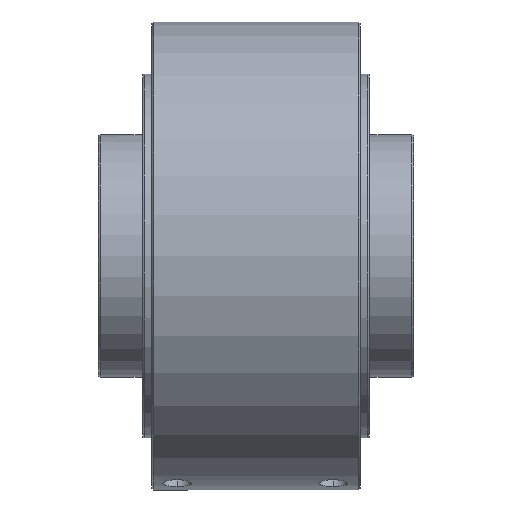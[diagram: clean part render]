
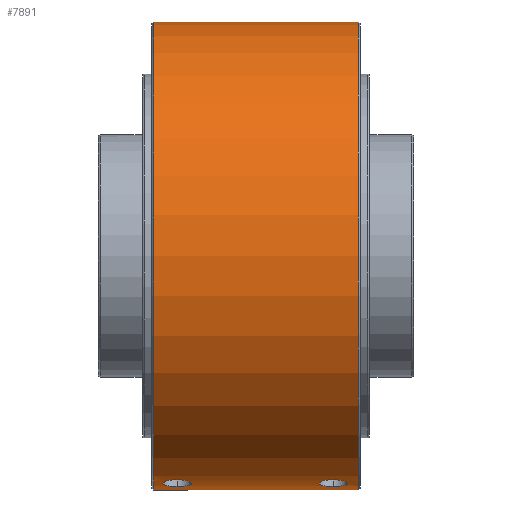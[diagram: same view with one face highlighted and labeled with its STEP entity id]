
A CAD part, top view. The second image highlights one B-rep face of the part: STEP entity #7891.
In plain terms, the highlighted cylindrical face has radius 135 mm (diameter 270 mm), a partial arc.
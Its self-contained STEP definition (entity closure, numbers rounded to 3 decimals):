
#6830=CARTESIAN_POINT('',(-59.,0.,0.));
#6831=DIRECTION('',(1.,0.,0.));
#6832=DIRECTION('',(0.,1.,0.));
#6833=AXIS2_PLACEMENT_3D('',#6830,#6831,#6832);
#6835=CARTESIAN_POINT('',(-59.,0.,0.));
#6836=DIRECTION('',(1.,0.,0.));
#6837=DIRECTION('',(0.,0.,1.));
#6838=AXIS2_PLACEMENT_3D('',#6835,#6836,#6837);
#6858=DIRECTION('',(-1.,0.,0.));
#6859=VECTOR('',#6858,118.);
#6860=CARTESIAN_POINT('',(59.,135.,0.));
#6861=LINE('',#6860,#6859);
#7016=CARTESIAN_POINT('',(59.,0.,0.));
#7017=DIRECTION('',(-1.,0.,0.));
#7018=DIRECTION('',(0.,-1.,0.));
#7019=AXIS2_PLACEMENT_3D('',#7016,#7017,#7018);
#7021=CARTESIAN_POINT('',(59.,0.,0.));
#7022=DIRECTION('',(-1.,0.,0.));
#7023=DIRECTION('',(0.,0.,1.));
#7024=AXIS2_PLACEMENT_3D('',#7021,#7022,#7023);
#7030=DIRECTION('',(-1.,0.,0.));
#7031=VECTOR('',#7030,118.);
#7032=CARTESIAN_POINT('',(59.,-135.,0.));
#7033=LINE('',#7032,#7031);
#7034=CARTESIAN_POINT('',(44.5,-129.099,39.478));
#7035=CARTESIAN_POINT('',(45.217,-129.099,39.478));
#7036=CARTESIAN_POINT('',(46.653,-129.154,39.298));
#7037=CARTESIAN_POINT('',(48.666,-129.395,38.501));
#7038=CARTESIAN_POINT('',(50.398,-129.769,37.226));
#7039=CARTESIAN_POINT('',(51.726,-130.237,35.561));
#7040=CARTESIAN_POINT('',(52.561,-130.754,33.612));
#7041=CARTESIAN_POINT('',(52.845,-131.276,31.516));
#7042=CARTESIAN_POINT('',(52.561,-131.762,29.413));
#7043=CARTESIAN_POINT('',(51.727,-132.185,27.445));
#7044=CARTESIAN_POINT('',(50.401,-132.525,25.748));
#7045=CARTESIAN_POINT('',(48.669,-132.771,24.441));
#7046=CARTESIAN_POINT('',(46.654,-132.918,23.62));
#7047=CARTESIAN_POINT('',(45.217,-132.951,23.434));
#7048=CARTESIAN_POINT('',(44.5,-132.951,23.434));
#7054=CARTESIAN_POINT('',(44.5,-132.951,23.434));
#7055=CARTESIAN_POINT('',(43.783,-132.951,23.434));
#7056=CARTESIAN_POINT('',(42.347,-132.918,23.62));
#7057=CARTESIAN_POINT('',(40.334,-132.771,24.44));
#7058=CARTESIAN_POINT('',(38.602,-132.525,25.745));
#7059=CARTESIAN_POINT('',(37.274,-132.186,27.441));
#7060=CARTESIAN_POINT('',(36.439,-131.763,29.412));
#7061=CARTESIAN_POINT('',(36.155,-131.276,31.517));
#7062=CARTESIAN_POINT('',(36.439,-130.755,33.611));
#7063=CARTESIAN_POINT('',(37.273,-130.238,35.558));
#7064=CARTESIAN_POINT('',(38.599,-129.77,37.223));
#7065=CARTESIAN_POINT('',(40.331,-129.395,38.499));
#7066=CARTESIAN_POINT('',(42.346,-129.154,39.298));
#7067=CARTESIAN_POINT('',(43.783,-129.099,39.478));
#7068=CARTESIAN_POINT('',(44.5,-129.099,39.478));
#7302=CARTESIAN_POINT('',(-45.5,-129.099,39.478));
#7303=CARTESIAN_POINT('',(-44.783,-129.099,
39.478));
#7304=CARTESIAN_POINT('',(-43.347,-129.154,
39.298));
#7305=CARTESIAN_POINT('',(-41.334,-129.395,
38.501));
#7306=CARTESIAN_POINT('',(-39.602,-129.769,
37.226));
#7307=CARTESIAN_POINT('',(-38.274,-130.237,
35.561));
#7308=CARTESIAN_POINT('',(-37.439,-130.754,
33.612));
#7309=CARTESIAN_POINT('',(-37.155,-131.276,
31.516));
#7310=CARTESIAN_POINT('',(-37.439,-131.762,
29.413));
#7311=CARTESIAN_POINT('',(-38.273,-132.185,
27.445));
#7312=CARTESIAN_POINT('',(-39.599,-132.525,
25.748));
#7313=CARTESIAN_POINT('',(-41.331,-132.771,
24.441));
#7314=CARTESIAN_POINT('',(-43.346,-132.918,
23.62));
#7315=CARTESIAN_POINT('',(-44.783,-132.951,
23.434));
#7316=CARTESIAN_POINT('',(-45.5,-132.951,23.434));
#7322=CARTESIAN_POINT('',(-45.5,-132.951,23.434));
#7323=CARTESIAN_POINT('',(-46.217,-132.951,
23.434));
#7324=CARTESIAN_POINT('',(-47.653,-132.918,
23.62));
#7325=CARTESIAN_POINT('',(-49.666,-132.771,
24.44));
#7326=CARTESIAN_POINT('',(-51.398,-132.525,
25.745));
#7327=CARTESIAN_POINT('',(-52.726,-132.186,
27.441));
#7328=CARTESIAN_POINT('',(-53.561,-131.763,
29.412));
#7329=CARTESIAN_POINT('',(-53.845,-131.276,
31.517));
#7330=CARTESIAN_POINT('',(-53.561,-130.755,
33.611));
#7331=CARTESIAN_POINT('',(-52.727,-130.238,
35.558));
#7332=CARTESIAN_POINT('',(-51.401,-129.77,
37.223));
#7333=CARTESIAN_POINT('',(-49.669,-129.395,
38.499));
#7334=CARTESIAN_POINT('',(-47.654,-129.154,
39.298));
#7335=CARTESIAN_POINT('',(-46.217,-129.099,
39.478));
#7336=CARTESIAN_POINT('',(-45.5,-129.099,39.478));
#7574=VERTEX_POINT('',#7034);
#7575=VERTEX_POINT('',#7048);
#7576=CARTESIAN_POINT('',(59.,0.,135.));
#7577=CARTESIAN_POINT('',(59.,135.,0.));
#7578=VERTEX_POINT('',#7576);
#7579=VERTEX_POINT('',#7577);
#7580=CARTESIAN_POINT('',(59.,-135.,0.));
#7581=VERTEX_POINT('',#7580);
#7582=CARTESIAN_POINT('',(-59.,-135.,0.));
#7583=VERTEX_POINT('',#7582);
#7584=CARTESIAN_POINT('',(-59.,0.,135.));
#7585=VERTEX_POINT('',#7584);
#7586=CARTESIAN_POINT('',(-59.,135.,0.));
#7587=VERTEX_POINT('',#7586);
#7588=VERTEX_POINT('',#7302);
#7589=VERTEX_POINT('',#7316);
#7866=CARTESIAN_POINT('',(-60.,0.,0.));
#7867=DIRECTION('',(1.,0.,0.));
#7868=DIRECTION('',(0.,-1.,0.));
#7869=AXIS2_PLACEMENT_3D('',#7866,#7867,#7868);
#7870=CYLINDRICAL_SURFACE('',#7869,135.);
#7871=ORIENTED_EDGE('',*,*,#7860,.F.);
#7872=ORIENTED_EDGE('',*,*,#7858,.F.);
#7873=ORIENTED_EDGE('',*,*,#7743,.T.);
#7874=ORIENTED_EDGE('',*,*,#7707,.F.);
#7875=ORIENTED_EDGE('',*,*,#7705,.F.);
#7876=ORIENTED_EDGE('',*,*,#7739,.F.);
#7877=EDGE_LOOP('',(#7871,#7872,#7873,#7874,#7875,#7876));
#7878=FACE_OUTER_BOUND('',#7877,.F.);
#7880=ORIENTED_EDGE('',*,*,#7879,.F.);
#7882=ORIENTED_EDGE('',*,*,#7881,.F.);
#7883=EDGE_LOOP('',(#7880,#7882));
#7884=FACE_BOUND('',#7883,.F.);
#7886=ORIENTED_EDGE('',*,*,#7885,.F.);
#7888=ORIENTED_EDGE('',*,*,#7887,.F.);
#7889=EDGE_LOOP('',(#7886,#7888));
#7890=FACE_BOUND('',#7889,.F.);
#6834=CIRCLE('',#6833,135.);
#6839=CIRCLE('',#6838,135.);
#7020=CIRCLE('',#7019,135.);
#7025=CIRCLE('',#7024,135.);
#7049=B_SPLINE_CURVE_WITH_KNOTS('',3,(#7034,#7035,#7036,#7037,#7038,#7039,#7040,
#7041,#7042,#7043,#7044,#7045,#7046,#7047,#7048),.UNSPECIFIED.,.F.,.F.,(4,1,1,1,
1,1,1,1,1,1,1,1,4),(0.,0.083,0.167,0.25,
0.333,0.417,0.5,0.583,0.667,
0.75,0.833,0.917,1.),.UNSPECIFIED.);
#7069=B_SPLINE_CURVE_WITH_KNOTS('',3,(#7054,#7055,#7056,#7057,#7058,#7059,#7060,
#7061,#7062,#7063,#7064,#7065,#7066,#7067,#7068),.UNSPECIFIED.,.F.,.F.,(4,1,1,1,
1,1,1,1,1,1,1,1,4),(0.,0.083,0.167,0.25,
0.333,0.417,0.5,0.583,0.667,
0.75,0.833,0.917,1.),.UNSPECIFIED.);
#7317=B_SPLINE_CURVE_WITH_KNOTS('',3,(#7302,#7303,#7304,#7305,#7306,#7307,#7308,
#7309,#7310,#7311,#7312,#7313,#7314,#7315,#7316),.UNSPECIFIED.,.F.,.F.,(4,1,1,1,
1,1,1,1,1,1,1,1,4),(0.,0.083,0.167,0.25,
0.333,0.417,0.5,0.583,0.667,
0.75,0.833,0.917,1.),.UNSPECIFIED.);
#7337=B_SPLINE_CURVE_WITH_KNOTS('',3,(#7322,#7323,#7324,#7325,#7326,#7327,#7328,
#7329,#7330,#7331,#7332,#7333,#7334,#7335,#7336),.UNSPECIFIED.,.F.,.F.,(4,1,1,1,
1,1,1,1,1,1,1,1,4),(0.,0.083,0.167,0.25,
0.333,0.417,0.5,0.583,0.667,
0.75,0.833,0.917,1.),.UNSPECIFIED.);
#7705=EDGE_CURVE('',#7587,#7585,#6834,.T.);
#7707=EDGE_CURVE('',#7585,#7583,#6839,.T.);
#7739=EDGE_CURVE('',#7579,#7587,#6861,.T.);
#7743=EDGE_CURVE('',#7581,#7583,#7033,.T.);
#7858=EDGE_CURVE('',#7581,#7578,#7020,.T.);
#7860=EDGE_CURVE('',#7578,#7579,#7025,.T.);
#7879=EDGE_CURVE('',#7574,#7575,#7049,.T.);
#7881=EDGE_CURVE('',#7575,#7574,#7069,.T.);
#7885=EDGE_CURVE('',#7588,#7589,#7317,.T.);
#7887=EDGE_CURVE('',#7589,#7588,#7337,.T.);
#7891=ADVANCED_FACE('',(#7878,#7884,#7890),#7870,.T.);
